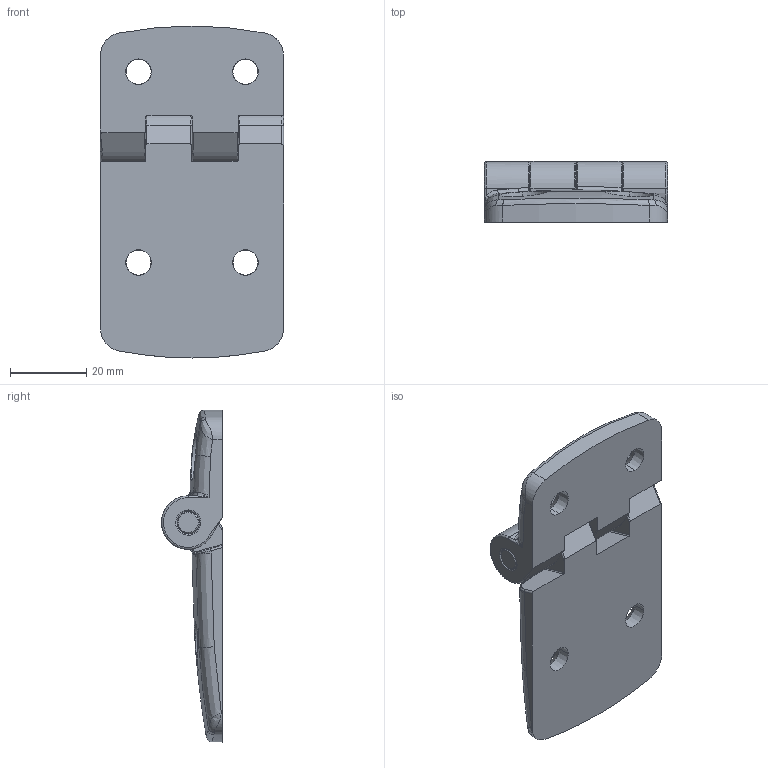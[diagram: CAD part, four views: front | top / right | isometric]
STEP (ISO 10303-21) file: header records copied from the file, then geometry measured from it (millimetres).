
FILE_DESCRIPTION (( 'STEP AP214' ), '1' );
FILE_NAME ('095k3060f00.STEP', '2014-08-25T13:59:19', ( '' ), ( '' ), 'SwSTEP 2.0', 'SolidWorks 2014', '' );
FILE_SCHEMA (( 'AUTOMOTIVE_DESIGN' ));
Length unit declared in the file: millimetre
Products named in the file (1): 095k3060f00
Bounding box: 48 x 15.95 x 87 mm (x, y, z)
Volume: 28884.9 mm3; surface area: 15317.4 mm2
Topology: 7 solids, 7 shells, 412 faces, 1051 edges, 638 vertices
Faces by surface type: plane 195, cylinder 113, bspline 83, cone 21
Entity records: 20466 total; most frequent: CARTESIAN_POINT 6585, ORIENTED_EDGE 2076, DIRECTION 1775, EDGE_CURVE 1038, AXIS2_PLACEMENT_3D 670, VERTEX_POINT 638, VECTOR 435, LINE 435
